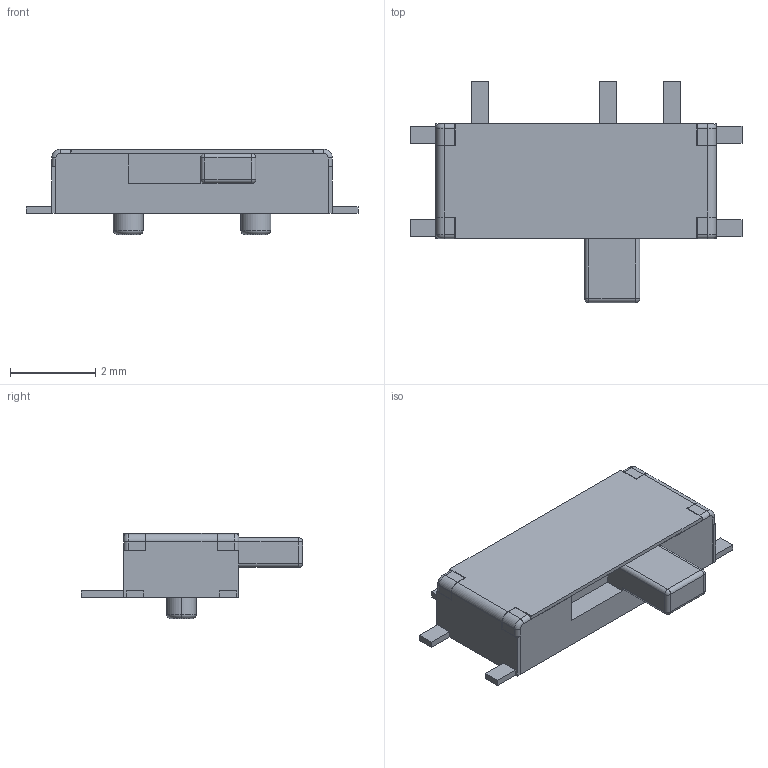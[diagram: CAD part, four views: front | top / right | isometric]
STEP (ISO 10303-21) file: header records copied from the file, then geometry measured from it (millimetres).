
FILE_DESCRIPTION (( 'STEP AP214' ), '1' );
FILE_NAME ('MSK12C02.STEP', '2022-03-29T07:21:29', ( '' ), ( '' ), 'SwSTEP 2.0', 'SolidWorks 2020', '' );
FILE_SCHEMA (( 'AUTOMOTIVE_DESIGN' ));
Length unit declared in the file: millimetre
Products named in the file (1): MSK12C02
Bounding box: 7.8 x 5.2 x 2 mm (x, y, z)
Surface area: 125 mm2 (no closed solid volume)
Topology: 0 solids, 5 shells, 149 faces, 472 edges, 314 vertices
Faces by surface type: plane 102, cylinder 26, bspline 9, torus 8, sphere 4
Entity records: 7288 total; most frequent: CARTESIAN_POINT 1585, ORIENTED_EDGE 802, DIRECTION 786, EDGE_CURVE 468, LINE 376, VECTOR 376, VERTEX_POINT 314, AXIS2_PLACEMENT_3D 205
